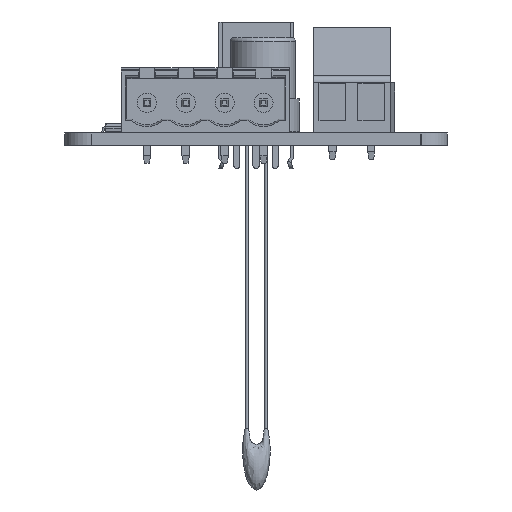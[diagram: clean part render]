
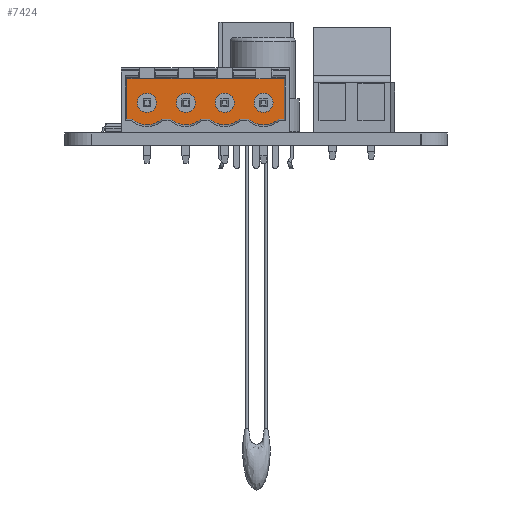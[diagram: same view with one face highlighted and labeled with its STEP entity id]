
A CAD part, front view. The second image highlights one B-rep face of the part: STEP entity #7424.
In plain terms, the highlighted face is planar.
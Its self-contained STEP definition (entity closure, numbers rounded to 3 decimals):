
#7192 = VERTEX_POINT('',#7193);
#7193 = CARTESIAN_POINT('',(17.5,2.65,15.24));
#7199 = EDGE_CURVE('',#7200,#7192,#7202,.T.);
#7200 = VERTEX_POINT('',#7201);
#7201 = CARTESIAN_POINT('',(17.5,5.15,15.24));
#7202 = CIRCLE('',#7203,1.25);
#7203 = AXIS2_PLACEMENT_3D('',#7204,#7205,#7206);
#7204 = CARTESIAN_POINT('',(17.5,3.9,15.24));
#7205 = DIRECTION('',(1.,0.,0.));
#7206 = DIRECTION('',(0.,1.,0.));
#7234 = VERTEX_POINT('',#7235);
#7235 = CARTESIAN_POINT('',(17.5,2.65,10.16));
#7241 = EDGE_CURVE('',#7242,#7234,#7244,.T.);
#7242 = VERTEX_POINT('',#7243);
#7243 = CARTESIAN_POINT('',(17.5,5.15,10.16));
#7244 = CIRCLE('',#7245,1.25);
#7245 = AXIS2_PLACEMENT_3D('',#7246,#7247,#7248);
#7246 = CARTESIAN_POINT('',(17.5,3.9,10.16));
#7247 = DIRECTION('',(1.,0.,0.));
#7248 = DIRECTION('',(0.,1.,0.));
#7276 = VERTEX_POINT('',#7277);
#7277 = CARTESIAN_POINT('',(17.5,2.65,5.08));
#7283 = EDGE_CURVE('',#7284,#7276,#7286,.T.);
#7284 = VERTEX_POINT('',#7285);
#7285 = CARTESIAN_POINT('',(17.5,5.15,5.08));
#7286 = CIRCLE('',#7287,1.25);
#7287 = AXIS2_PLACEMENT_3D('',#7288,#7289,#7290);
#7288 = CARTESIAN_POINT('',(17.5,3.9,5.08));
#7289 = DIRECTION('',(1.,0.,0.));
#7290 = DIRECTION('',(0.,1.,0.));
#7318 = VERTEX_POINT('',#7319);
#7319 = CARTESIAN_POINT('',(17.5,2.65,0.));
#7325 = EDGE_CURVE('',#7326,#7318,#7328,.T.);
#7326 = VERTEX_POINT('',#7327);
#7327 = CARTESIAN_POINT('',(17.5,5.15,0.));
#7328 = CIRCLE('',#7329,1.25);
#7329 = AXIS2_PLACEMENT_3D('',#7330,#7331,#7332);
#7330 = CARTESIAN_POINT('',(17.5,3.9,0.));
#7331 = DIRECTION('',(1.,0.,0.));
#7332 = DIRECTION('',(0.,1.,0.));
#7399 = VERTEX_POINT('',#7400);
#7400 = CARTESIAN_POINT('',(17.5,1.75,-2.69));
#7406 = EDGE_CURVE('',#7407,#7399,#7409,.T.);
#7407 = VERTEX_POINT('',#7408);
#7408 = CARTESIAN_POINT('',(17.5,7.019,-2.69));
#7409 = LINE('',#7410,#7411);
#7410 = CARTESIAN_POINT('',(17.5,8.036,-2.69));
#7411 = VECTOR('',#7412,1.);
#7412 = DIRECTION('',(-0.,-1.,-0.));
#7424 = ADVANCED_FACE('',(#7425,#7518,#7528,#7538,#7548),#7558,.T.);
#7425 = FACE_BOUND('',#7426,.T.);
#7426 = EDGE_LOOP('',(#7427,#7435,#7444,#7452,#7461,#7469,#7478,#7486,
    #7495,#7503,#7511,#7517));
#7427 = ORIENTED_EDGE('',*,*,#7428,.T.);
#7428 = EDGE_CURVE('',#7399,#7429,#7431,.T.);
#7429 = VERTEX_POINT('',#7430);
#7430 = CARTESIAN_POINT('',(17.5,1.75,-1.946));
#7431 = LINE('',#7432,#7433);
#7432 = CARTESIAN_POINT('',(17.5,1.75,0.));
#7433 = VECTOR('',#7434,1.);
#7434 = DIRECTION('',(0.,0.,1.));
#7435 = ORIENTED_EDGE('',*,*,#7436,.T.);
#7436 = EDGE_CURVE('',#7429,#7437,#7439,.T.);
#7437 = VERTEX_POINT('',#7438);
#7438 = CARTESIAN_POINT('',(17.5,1.75,1.946));
#7439 = CIRCLE('',#7440,2.9);
#7440 = AXIS2_PLACEMENT_3D('',#7441,#7442,#7443);
#7441 = CARTESIAN_POINT('',(17.5,3.9,0.));
#7442 = DIRECTION('',(-1.,0.,0.));
#7443 = DIRECTION('',(0.,1.,0.));
#7444 = ORIENTED_EDGE('',*,*,#7445,.T.);
#7445 = EDGE_CURVE('',#7437,#7446,#7448,.T.);
#7446 = VERTEX_POINT('',#7447);
#7447 = CARTESIAN_POINT('',(17.5,1.75,3.134));
#7448 = LINE('',#7449,#7450);
#7449 = CARTESIAN_POINT('',(17.5,1.75,0.));
#7450 = VECTOR('',#7451,1.);
#7451 = DIRECTION('',(0.,0.,1.));
#7452 = ORIENTED_EDGE('',*,*,#7453,.T.);
#7453 = EDGE_CURVE('',#7446,#7454,#7456,.T.);
#7454 = VERTEX_POINT('',#7455);
#7455 = CARTESIAN_POINT('',(17.5,1.75,7.026));
#7456 = CIRCLE('',#7457,2.9);
#7457 = AXIS2_PLACEMENT_3D('',#7458,#7459,#7460);
#7458 = CARTESIAN_POINT('',(17.5,3.9,5.08));
#7459 = DIRECTION('',(-1.,0.,-0.));
#7460 = DIRECTION('',(0.,1.,0.));
#7461 = ORIENTED_EDGE('',*,*,#7462,.T.);
#7462 = EDGE_CURVE('',#7454,#7463,#7465,.T.);
#7463 = VERTEX_POINT('',#7464);
#7464 = CARTESIAN_POINT('',(17.5,1.75,8.214));
#7465 = LINE('',#7466,#7467);
#7466 = CARTESIAN_POINT('',(17.5,1.75,5.08));
#7467 = VECTOR('',#7468,1.);
#7468 = DIRECTION('',(0.,0.,1.));
#7469 = ORIENTED_EDGE('',*,*,#7470,.T.);
#7470 = EDGE_CURVE('',#7463,#7471,#7473,.T.);
#7471 = VERTEX_POINT('',#7472);
#7472 = CARTESIAN_POINT('',(17.5,1.75,12.106));
#7473 = CIRCLE('',#7474,2.9);
#7474 = AXIS2_PLACEMENT_3D('',#7475,#7476,#7477);
#7475 = CARTESIAN_POINT('',(17.5,3.9,10.16));
#7476 = DIRECTION('',(-1.,0.,0.));
#7477 = DIRECTION('',(0.,1.,0.));
#7478 = ORIENTED_EDGE('',*,*,#7479,.T.);
#7479 = EDGE_CURVE('',#7471,#7480,#7482,.T.);
#7480 = VERTEX_POINT('',#7481);
#7481 = CARTESIAN_POINT('',(17.5,1.75,13.294));
#7482 = LINE('',#7483,#7484);
#7483 = CARTESIAN_POINT('',(17.5,1.75,10.16));
#7484 = VECTOR('',#7485,1.);
#7485 = DIRECTION('',(0.,0.,1.));
#7486 = ORIENTED_EDGE('',*,*,#7487,.T.);
#7487 = EDGE_CURVE('',#7480,#7488,#7490,.T.);
#7488 = VERTEX_POINT('',#7489);
#7489 = CARTESIAN_POINT('',(17.5,1.75,17.186));
#7490 = CIRCLE('',#7491,2.9);
#7491 = AXIS2_PLACEMENT_3D('',#7492,#7493,#7494);
#7492 = CARTESIAN_POINT('',(17.5,3.9,15.24));
#7493 = DIRECTION('',(-1.,0.,0.));
#7494 = DIRECTION('',(0.,1.,0.));
#7495 = ORIENTED_EDGE('',*,*,#7496,.T.);
#7496 = EDGE_CURVE('',#7488,#7497,#7499,.T.);
#7497 = VERTEX_POINT('',#7498);
#7498 = CARTESIAN_POINT('',(17.5,1.75,17.93));
#7499 = LINE('',#7500,#7501);
#7500 = CARTESIAN_POINT('',(17.5,1.75,15.24));
#7501 = VECTOR('',#7502,1.);
#7502 = DIRECTION('',(0.,0.,1.));
#7503 = ORIENTED_EDGE('',*,*,#7504,.F.);
#7504 = EDGE_CURVE('',#7505,#7497,#7507,.T.);
#7505 = VERTEX_POINT('',#7506);
#7506 = CARTESIAN_POINT('',(17.5,7.019,17.93));
#7507 = LINE('',#7508,#7509);
#7508 = CARTESIAN_POINT('',(17.5,8.036,17.93));
#7509 = VECTOR('',#7510,1.);
#7510 = DIRECTION('',(-0.,-1.,-0.));
#7511 = ORIENTED_EDGE('',*,*,#7512,.T.);
#7512 = EDGE_CURVE('',#7505,#7407,#7513,.T.);
#7513 = LINE('',#7514,#7515);
#7514 = CARTESIAN_POINT('',(17.5,7.019,2.54));
#7515 = VECTOR('',#7516,1.);
#7516 = DIRECTION('',(-0.,-0.,-1.));
#7517 = ORIENTED_EDGE('',*,*,#7406,.T.);
#7518 = FACE_BOUND('',#7519,.T.);
#7519 = EDGE_LOOP('',(#7520,#7521));
#7520 = ORIENTED_EDGE('',*,*,#7325,.T.);
#7521 = ORIENTED_EDGE('',*,*,#7522,.T.);
#7522 = EDGE_CURVE('',#7318,#7326,#7523,.T.);
#7523 = CIRCLE('',#7524,1.25);
#7524 = AXIS2_PLACEMENT_3D('',#7525,#7526,#7527);
#7525 = CARTESIAN_POINT('',(17.5,3.9,0.));
#7526 = DIRECTION('',(1.,0.,0.));
#7527 = DIRECTION('',(0.,1.,0.));
#7528 = FACE_BOUND('',#7529,.T.);
#7529 = EDGE_LOOP('',(#7530,#7531));
#7530 = ORIENTED_EDGE('',*,*,#7283,.T.);
#7531 = ORIENTED_EDGE('',*,*,#7532,.T.);
#7532 = EDGE_CURVE('',#7276,#7284,#7533,.T.);
#7533 = CIRCLE('',#7534,1.25);
#7534 = AXIS2_PLACEMENT_3D('',#7535,#7536,#7537);
#7535 = CARTESIAN_POINT('',(17.5,3.9,5.08));
#7536 = DIRECTION('',(1.,0.,0.));
#7537 = DIRECTION('',(0.,1.,0.));
#7538 = FACE_BOUND('',#7539,.T.);
#7539 = EDGE_LOOP('',(#7540,#7541));
#7540 = ORIENTED_EDGE('',*,*,#7241,.T.);
#7541 = ORIENTED_EDGE('',*,*,#7542,.T.);
#7542 = EDGE_CURVE('',#7234,#7242,#7543,.T.);
#7543 = CIRCLE('',#7544,1.25);
#7544 = AXIS2_PLACEMENT_3D('',#7545,#7546,#7547);
#7545 = CARTESIAN_POINT('',(17.5,3.9,10.16));
#7546 = DIRECTION('',(1.,0.,0.));
#7547 = DIRECTION('',(0.,1.,0.));
#7548 = FACE_BOUND('',#7549,.T.);
#7549 = EDGE_LOOP('',(#7550,#7551));
#7550 = ORIENTED_EDGE('',*,*,#7199,.T.);
#7551 = ORIENTED_EDGE('',*,*,#7552,.T.);
#7552 = EDGE_CURVE('',#7192,#7200,#7553,.T.);
#7553 = CIRCLE('',#7554,1.25);
#7554 = AXIS2_PLACEMENT_3D('',#7555,#7556,#7557);
#7555 = CARTESIAN_POINT('',(17.5,3.9,15.24));
#7556 = DIRECTION('',(1.,0.,0.));
#7557 = DIRECTION('',(0.,1.,0.));
#7558 = PLANE('',#7559);
#7559 = AXIS2_PLACEMENT_3D('',#7560,#7561,#7562);
#7560 = CARTESIAN_POINT('',(17.5,3.9,0.));
#7561 = DIRECTION('',(-1.,0.,0.));
#7562 = DIRECTION('',(0.,-1.,0.));
